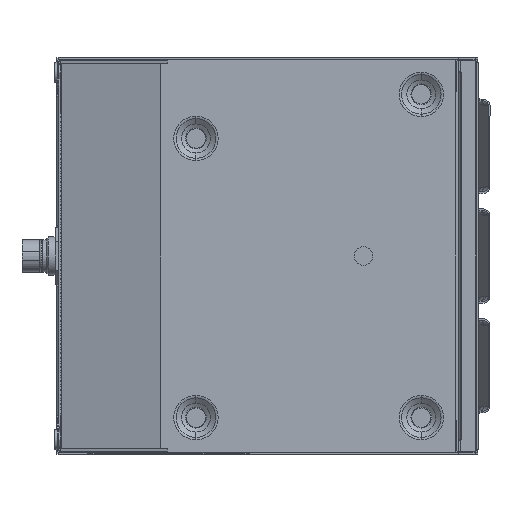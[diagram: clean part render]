
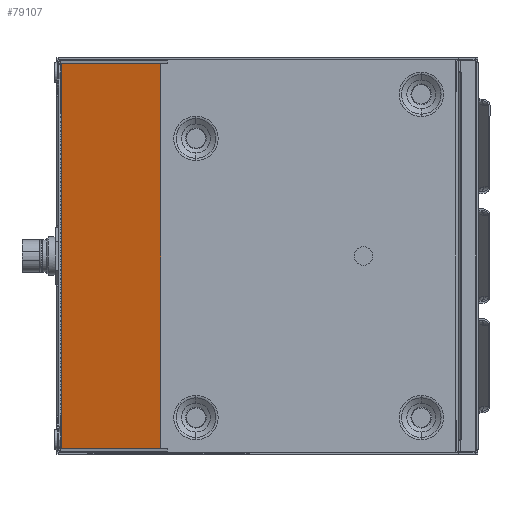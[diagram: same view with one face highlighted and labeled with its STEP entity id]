
A CAD part, front view. The second image highlights one B-rep face of the part: STEP entity #79107.
In plain terms, the highlighted planar face has unit normal (-0.282, -0.959, 0).
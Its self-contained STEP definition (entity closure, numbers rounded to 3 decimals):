
#6311 = ORIENTED_EDGE ( 'NONE', *, *, #41687, .F. ) ;
#8271 = VECTOR ( 'NONE', #39163, 39.37 ) ;
#12253 = CARTESIAN_POINT ( 'NONE',  ( -2.644, -0.045, 4.904 ) ) ;
#16808 = CARTESIAN_POINT ( 'NONE',  ( -2.644, -0.045, -4.904 ) ) ;
#22736 = EDGE_CURVE ( 'NONE', #142531, #123535, #148249, .T. ) ;
#22895 = EDGE_CURVE ( 'NONE', #142531, #86458, #87269, .T. ) ;
#24944 = CARTESIAN_POINT ( 'NONE',  ( -2.644, -0.045, 4.904 ) ) ;
#26921 = ORIENTED_EDGE ( 'NONE', *, *, #22736, .F. ) ;
#27067 = DIRECTION ( 'NONE',  ( 0.959, -0.282, 0. ) ) ;
#27799 = VECTOR ( 'NONE', #74588, 39.37 ) ;
#30117 = CARTESIAN_POINT ( 'NONE',  ( -5.176, 0.7, -4.904 ) ) ;
#39163 = DIRECTION ( 'NONE',  ( 0., 0., -1. ) ) ;
#41687 = EDGE_CURVE ( 'NONE', #75480, #86458, #123982, .T. ) ;
#52411 = CARTESIAN_POINT ( 'NONE',  ( -5.176, 0.7, 4.904 ) ) ;
#58453 = EDGE_LOOP ( 'NONE', ( #6311, #92947, #26921, #135600 ) ) ;
#59425 = PLANE ( 'NONE',  #135000 ) ;
#62576 = DIRECTION ( 'NONE',  ( 0., 0., -1. ) ) ;
#72457 = DIRECTION ( 'NONE',  ( 0.959, -0.282, 0. ) ) ;
#74588 = DIRECTION ( 'NONE',  ( 0., 0., 1. ) ) ;
#75480 = VERTEX_POINT ( 'NONE', #123490 ) ;
#79107 = ADVANCED_FACE ( 'NONE', ( #83237 ), #59425, .F. ) ;
#83237 = FACE_OUTER_BOUND ( 'NONE', #58453, .T. ) ;
#86458 = VERTEX_POINT ( 'NONE', #16808 ) ;
#87269 = LINE ( 'NONE', #98410, #94030 ) ;
#92947 = ORIENTED_EDGE ( 'NONE', *, *, #98033, .F. ) ;
#94030 = VECTOR ( 'NONE', #27067, 39.37 ) ;
#97038 = LINE ( 'NONE', #12253, #151415 ) ;
#98033 = EDGE_CURVE ( 'NONE', #123535, #75480, #97038, .T. ) ;
#98410 = CARTESIAN_POINT ( 'NONE',  ( -5.176, 0.7, -4.904 ) ) ;
#99189 = CARTESIAN_POINT ( 'NONE',  ( -5.176, 0.7, 4.904 ) ) ;
#123490 = CARTESIAN_POINT ( 'NONE',  ( -2.644, -0.045, 4.904 ) ) ;
#123535 = VERTEX_POINT ( 'NONE', #52411 ) ;
#123982 = LINE ( 'NONE', #24944, #8271 ) ;
#133126 = DIRECTION ( 'NONE',  ( 0.282, 0.959, 0. ) ) ;
#135000 = AXIS2_PLACEMENT_3D ( 'NONE', #145791, #133126, #62576 ) ;
#135600 = ORIENTED_EDGE ( 'NONE', *, *, #22895, .T. ) ;
#142531 = VERTEX_POINT ( 'NONE', #30117 ) ;
#145791 = CARTESIAN_POINT ( 'NONE',  ( -2.651, -0.043, 4.904 ) ) ;
#148249 = LINE ( 'NONE', #99189, #27799 ) ;
#151415 = VECTOR ( 'NONE', #72457, 39.37 ) ;
